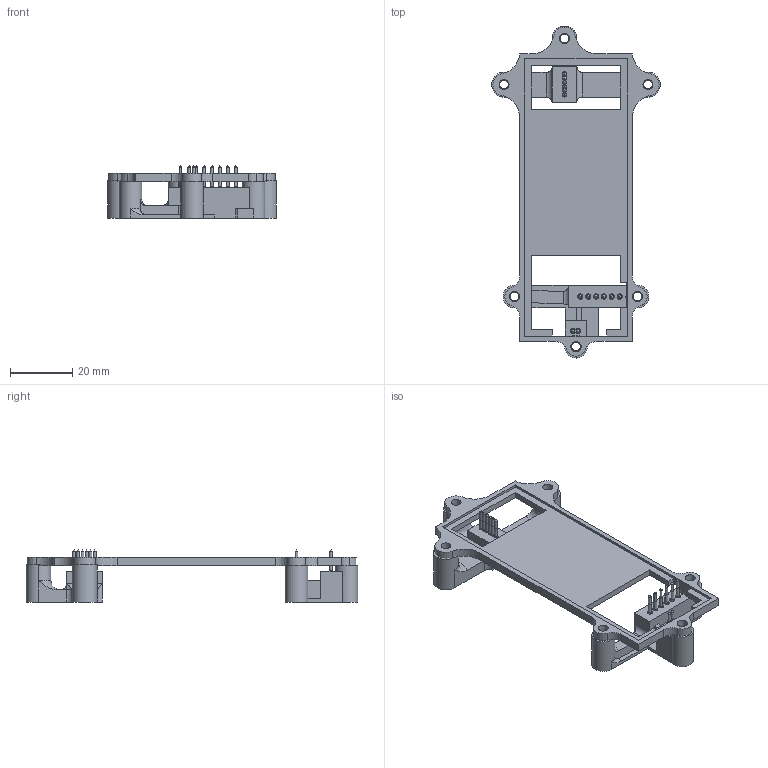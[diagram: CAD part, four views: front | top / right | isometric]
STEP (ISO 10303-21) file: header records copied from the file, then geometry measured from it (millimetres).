
FILE_DESCRIPTION(/* description */ (''),/* implementation_level */ '2;1');
FILE_NAME(/* name */ 'programing_jig.step',/* time_stamp */ '2020-07-27T20:24:23+02:00',/* author */ (''),/* organization */ (''),/* preprocessor_version */ 'ST-DEVELOPER v18.1',/* originating_system */ 'Autodesk Translation Framework v9.3.0.1241',/* authorisation */ '');
FILE_SCHEMA (('AUTOMOTIVE_DESIGN { 1 0 10303 214 3 1 1 }'));
Length unit declared in the file: millimetre
Products named in the file (5): Remote_mark2.2; Remote_Mark2_derive v86; programing rig; pogo pin; Head
Assembly tree (17 placements, depth 5):
  Remote_mark2.2
    Remote_Mark2_derive v86
      programing rig
        pogo pin  x14
          Head
Bounding box: 54.3 x 106.8 x 16.8 mm (x, y, z)
Volume: 12491.8 mm3; surface area: 13353.9 mm2
Topology: 31 solids, 31 shells, 286 faces, 607 edges, 394 vertices
Faces by surface type: plane 158, cylinder 108, cone 14, torus 6
Full cylindrical faces by diameter (mm): 0.9 x28, 1 x14, 1.4 x1, 1.7 x6, 2.8 x6, 3.2 x6, 3.3 x3, 7.3 x2, 8 x2
Entity records: 6032 total; most frequent: CARTESIAN_POINT 1168, DIRECTION 1011, ORIENTED_EDGE 926, EDGE_CURVE 463, AXIS2_PLACEMENT_3D 362, VERTEX_POINT 303, LINE 287, VECTOR 287
